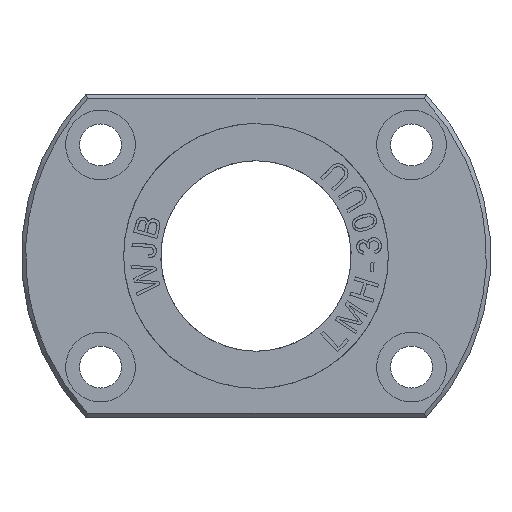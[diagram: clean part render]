
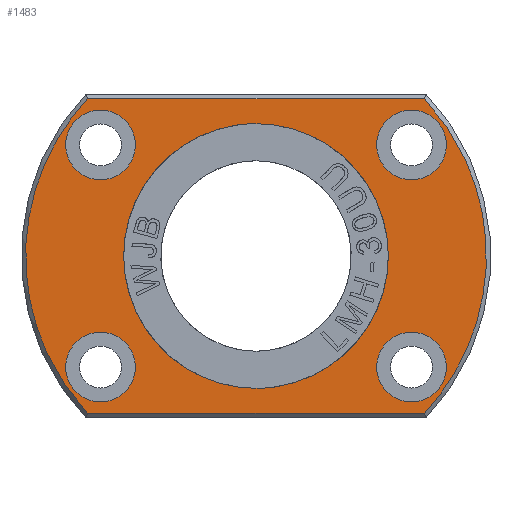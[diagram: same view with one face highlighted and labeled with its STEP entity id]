
A CAD part, left-side view. The second image highlights one B-rep face of the part: STEP entity #1483.
In plain terms, the highlighted planar face has unit normal (-1, 0, 0).
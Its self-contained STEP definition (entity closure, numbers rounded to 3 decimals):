
#1483=ADVANCED_FACE('',(#2455,#2456,#2457,#2458,#2459,#2460),#1818,.T.);
#1818=PLANE('',#6146);
#2026=B_SPLINE_CURVE_WITH_KNOTS('',3,(#7648,#7649,#7650,#7651,#7652,#7653,
#7654,#7655,#7656,#7657),.UNSPECIFIED.,.F.,.F.,(4,2,2,2,4),(0.,0.25,0.5,
0.75,1.),.UNSPECIFIED.);
#2027=B_SPLINE_CURVE_WITH_KNOTS('',3,(#7660,#7661,#7662,#7663,#7664,#7665,
#7666,#7667,#7668,#7669),.UNSPECIFIED.,.F.,.F.,(4,2,2,2,4),(0.,0.25,0.5,
0.75,1.),.UNSPECIFIED.);
#2028=B_SPLINE_CURVE_WITH_KNOTS('',3,(#7670,#7671,#7672,#7673,#7674,#7675,
#7676,#7677,#7678,#7679),.UNSPECIFIED.,.F.,.F.,(4,2,2,2,4),(0.,0.25,0.5,
0.75,1.),.UNSPECIFIED.);
#2029=B_SPLINE_CURVE_WITH_KNOTS('',3,(#7682,#7683,#7684,#7685),.UNSPECIFIED.,
 .F.,.F.,(4,4),(0.,1.),.UNSPECIFIED.);
#2030=B_SPLINE_CURVE_WITH_KNOTS('',3,(#7687,#7688,#7689,#7690,#7691,#7692,
#7693,#7694,#7695,#7696),.UNSPECIFIED.,.F.,.F.,(4,2,2,2,4),(0.,0.25,0.5,
0.75,1.),.UNSPECIFIED.);
#2031=B_SPLINE_CURVE_WITH_KNOTS('',3,(#7698,#7699,#7700,#7701),.UNSPECIFIED.,
 .F.,.F.,(4,4),(0.,1.),.UNSPECIFIED.);
#2455=FACE_BOUND('',#2557,.T.);
#2456=FACE_BOUND('',#2558,.T.);
#2457=FACE_BOUND('',#2559,.T.);
#2458=FACE_BOUND('',#2560,.T.);
#2459=FACE_BOUND('',#2561,.T.);
#2460=FACE_BOUND('',#2562,.T.);
#2557=EDGE_LOOP('',(#2965));
#2558=EDGE_LOOP('',(#2966));
#2559=EDGE_LOOP('',(#2967,#2968));
#2560=EDGE_LOOP('',(#2969,#2970,#2971,#2972));
#2561=EDGE_LOOP('',(#2973));
#2562=EDGE_LOOP('',(#2974));
#2965=ORIENTED_EDGE('',*,*,#5227,.F.);
#2966=ORIENTED_EDGE('',*,*,#5228,.F.);
#2967=ORIENTED_EDGE('',*,*,#5229,.T.);
#2968=ORIENTED_EDGE('',*,*,#5230,.T.);
#2969=ORIENTED_EDGE('',*,*,#5231,.F.);
#2970=ORIENTED_EDGE('',*,*,#5232,.F.);
#2971=ORIENTED_EDGE('',*,*,#5233,.F.);
#2972=ORIENTED_EDGE('',*,*,#5234,.F.);
#2973=ORIENTED_EDGE('',*,*,#5235,.F.);
#2974=ORIENTED_EDGE('',*,*,#5236,.F.);
#4653=VERTEX_POINT('',#7645);
#4654=VERTEX_POINT('',#7647);
#4655=VERTEX_POINT('',#7658);
#4656=VERTEX_POINT('',#7659);
#4657=VERTEX_POINT('',#7680);
#4658=VERTEX_POINT('',#7681);
#4659=VERTEX_POINT('',#7686);
#4660=VERTEX_POINT('',#7697);
#4661=VERTEX_POINT('',#7703);
#4662=VERTEX_POINT('',#7705);
#5227=EDGE_CURVE('',#4653,#4653,#6071,.T.);
#5228=EDGE_CURVE('',#4654,#4654,#6072,.T.);
#5229=EDGE_CURVE('',#4655,#4656,#2026,.T.);
#5230=EDGE_CURVE('',#4656,#4655,#2027,.T.);
#5231=EDGE_CURVE('',#4657,#4658,#2028,.T.);
#5232=EDGE_CURVE('',#4659,#4657,#2029,.T.);
#5233=EDGE_CURVE('',#4660,#4659,#2030,.T.);
#5234=EDGE_CURVE('',#4658,#4660,#2031,.T.);
#5235=EDGE_CURVE('',#4661,#4661,#6073,.T.);
#5236=EDGE_CURVE('',#4662,#4662,#6074,.T.);
#6071=CIRCLE('',#6142,5.5);
#6072=CIRCLE('',#6143,5.5);
#6073=CIRCLE('',#6144,5.5);
#6074=CIRCLE('',#6145,5.5);
#6142=AXIS2_PLACEMENT_3D('',#7644,#6472,#6473);
#6143=AXIS2_PLACEMENT_3D('',#7646,#6474,#6475);
#6144=AXIS2_PLACEMENT_3D('',#7702,#6476,#6477);
#6145=AXIS2_PLACEMENT_3D('',#7704,#6478,#6479);
#6146=AXIS2_PLACEMENT_3D('',#7706,#6480,#6481);
#6472=DIRECTION('',(-1.,0.,0.));
#6473=DIRECTION('',(0.,0.,1.));
#6474=DIRECTION('',(-1.,0.,0.));
#6475=DIRECTION('',(0.,0.,1.));
#6476=DIRECTION('',(-1.,0.,0.));
#6477=DIRECTION('',(0.,0.,1.));
#6478=DIRECTION('',(-1.,0.,0.));
#6479=DIRECTION('',(0.,0.,1.));
#6480=DIRECTION('',(-1.,0.,0.));
#6481=DIRECTION('',(0.,0.,1.));
#7644=CARTESIAN_POINT('',(0.,24.5,17.5));
#7645=CARTESIAN_POINT('',(0.,24.5,23.));
#7646=CARTESIAN_POINT('',(0.,24.5,-17.5));
#7647=CARTESIAN_POINT('',(0.,24.5,-12.));
#7648=CARTESIAN_POINT('',(0.,0.,-20.85));
#7649=CARTESIAN_POINT('',(0.,5.477,-20.85));
#7650=CARTESIAN_POINT('',(0.,10.872,-18.614));
#7651=CARTESIAN_POINT('',(0.,18.614,-10.872));
#7652=CARTESIAN_POINT('',(0.,20.85,-5.475));
#7653=CARTESIAN_POINT('',(0.,20.85,5.475));
#7654=CARTESIAN_POINT('',(0.,18.614,10.872));
#7655=CARTESIAN_POINT('',(0.,10.872,18.614));
#7656=CARTESIAN_POINT('',(0.,5.478,20.85));
#7657=CARTESIAN_POINT('',(0.,0.,20.85));
#7658=CARTESIAN_POINT('',(0.,0.,-20.85));
#7659=CARTESIAN_POINT('',(0.,0.,20.85));
#7660=CARTESIAN_POINT('',(0.,0.,20.85));
#7661=CARTESIAN_POINT('',(0.,-5.477,20.85));
#7662=CARTESIAN_POINT('',(0.,-10.872,18.614));
#7663=CARTESIAN_POINT('',(0.,-18.614,10.872));
#7664=CARTESIAN_POINT('',(0.,-20.85,5.475));
#7665=CARTESIAN_POINT('',(0.,-20.85,-5.475));
#7666=CARTESIAN_POINT('',(0.,-18.614,-10.872));
#7667=CARTESIAN_POINT('',(0.,-10.872,-18.614));
#7668=CARTESIAN_POINT('',(0.,-5.478,-20.85));
#7669=CARTESIAN_POINT('',(0.,0.,-20.85));
#7670=CARTESIAN_POINT('',(0.,-26.508,24.8));
#7671=CARTESIAN_POINT('',(0.,-29.616,21.477));
#7672=CARTESIAN_POINT('',(0.,-32.092,17.564));
#7673=CARTESIAN_POINT('',(0.,-35.434,9.099));
#7674=CARTESIAN_POINT('',(0.,-36.3,4.55));
#7675=CARTESIAN_POINT('',(0.,-36.3,-4.55));
#7676=CARTESIAN_POINT('',(0.,-35.434,-9.099));
#7677=CARTESIAN_POINT('',(0.,-32.092,-17.564));
#7678=CARTESIAN_POINT('',(0.,-29.616,-21.477));
#7679=CARTESIAN_POINT('',(0.,-26.508,-24.8));
#7680=CARTESIAN_POINT('',(0.,-26.508,24.8));
#7681=CARTESIAN_POINT('',(0.,-26.508,-24.8));
#7682=CARTESIAN_POINT('',(0.,26.508,24.8));
#7683=CARTESIAN_POINT('',(0.,8.836,24.8));
#7684=CARTESIAN_POINT('',(0.,-8.836,24.8));
#7685=CARTESIAN_POINT('',(0.,-26.508,24.8));
#7686=CARTESIAN_POINT('',(0.,26.508,24.8));
#7687=CARTESIAN_POINT('',(0.,26.508,-24.8));
#7688=CARTESIAN_POINT('',(0.,29.616,-21.477));
#7689=CARTESIAN_POINT('',(0.,32.092,-17.564));
#7690=CARTESIAN_POINT('',(0.,35.434,-9.099));
#7691=CARTESIAN_POINT('',(0.,36.3,-4.55));
#7692=CARTESIAN_POINT('',(0.,36.3,4.55));
#7693=CARTESIAN_POINT('',(0.,35.434,9.099));
#7694=CARTESIAN_POINT('',(0.,32.092,17.564));
#7695=CARTESIAN_POINT('',(0.,29.616,21.477));
#7696=CARTESIAN_POINT('',(0.,26.508,24.8));
#7697=CARTESIAN_POINT('',(0.,26.508,-24.8));
#7698=CARTESIAN_POINT('',(0.,-26.508,-24.8));
#7699=CARTESIAN_POINT('',(0.,-8.836,-24.8));
#7700=CARTESIAN_POINT('',(0.,8.836,-24.8));
#7701=CARTESIAN_POINT('',(0.,26.508,-24.8));
#7702=CARTESIAN_POINT('',(0.,-24.5,-17.5));
#7703=CARTESIAN_POINT('',(0.,-24.5,-12.));
#7704=CARTESIAN_POINT('',(0.,-24.5,17.5));
#7705=CARTESIAN_POINT('',(0.,-24.5,23.));
#7706=CARTESIAN_POINT('',(0.,-37.026,-36.3));
